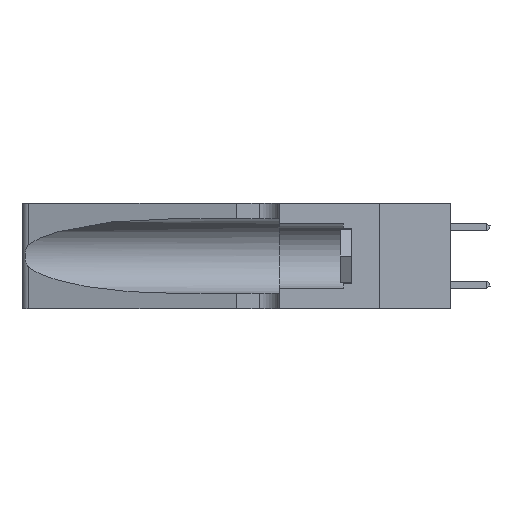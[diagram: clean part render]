
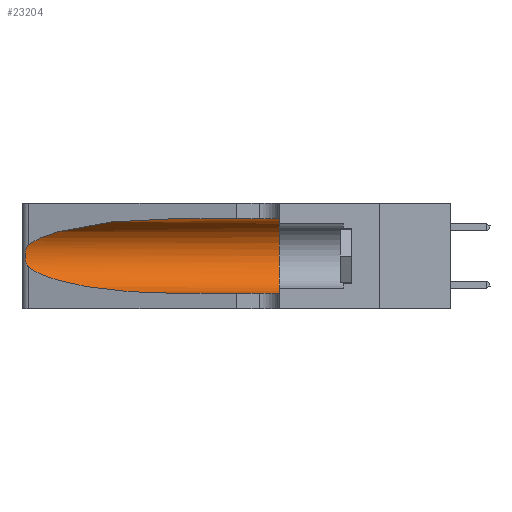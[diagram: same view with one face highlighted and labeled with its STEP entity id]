
A CAD part, left-side view. The second image highlights one B-rep face of the part: STEP entity #23204.
In plain terms, the highlighted cylindrical face has radius 3.308 mm (diameter 6.617 mm), a partial arc.
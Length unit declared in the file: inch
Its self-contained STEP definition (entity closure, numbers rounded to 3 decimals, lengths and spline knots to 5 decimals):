
#109 =( BOUNDED_CURVE ( )  B_SPLINE_CURVE ( 3, ( #13944, #369, #15890, #4354 ),
 .UNSPECIFIED., .F., .F. ) 
 B_SPLINE_CURVE_WITH_KNOTS ( ( 4, 4 ),
 ( 3.44316, 4.71239 ),
 .UNSPECIFIED. ) 
 CURVE ( )  GEOMETRIC_REPRESENTATION_ITEM ( )  RATIONAL_B_SPLINE_CURVE ( ( 1., 0.87, 0.87, 1. ) ) 
 REPRESENTATION_ITEM ( '' )  );
#369 = CARTESIAN_POINT ( 'NONE',  ( 0.2373, 1.15595, 0.08982 ) ) ;
#484 = VERTEX_POINT ( 'NONE', #2381 ) ;
#493 = EDGE_CURVE ( 'NONE', #484, #19588, #1183, .T. ) ;
#538 = FACE_OUTER_BOUND ( 'NONE', #5949, .T. ) ;
#707 = CARTESIAN_POINT ( 'NONE',  ( 0.25487, 1.22718, 0.14631 ) ) ;
#1183 =( BOUNDED_CURVE ( )  B_SPLINE_CURVE ( 3, ( #15972, #2471, #6397, #19776 ),
 .UNSPECIFIED., .F., .F. ) 
 B_SPLINE_CURVE_WITH_KNOTS ( ( 4, 4 ),
 ( 1.5708, 2.84003 ),
 .UNSPECIFIED. ) 
 CURVE ( )  GEOMETRIC_REPRESENTATION_ITEM ( )  RATIONAL_B_SPLINE_CURVE ( ( 1., 0.87, 0.87, 1. ) ) 
 REPRESENTATION_ITEM ( '' )  );
#1279 = VERTEX_POINT ( 'NONE', #14243 ) ;
#1762 = ORIENTED_EDGE ( 'NONE', *, *, #2627, .T. ) ;
#2381 = CARTESIAN_POINT ( 'NONE',  ( 0.1305, 0.72297, 0.31525 ) ) ;
#2471 = CARTESIAN_POINT ( 'NONE',  ( 0.18966, 0.96281, 0.31525 ) ) ;
#2559 = CARTESIAN_POINT ( 'NONE',  ( 0.25639, 1.23184, 0.21858 ) ) ;
#2627 = EDGE_CURVE ( 'NONE', #1279, #23515, #19918, .T. ) ;
#2819 = CIRCLE ( 'NONE', #22807, 0.13025 ) ;
#4354 = CARTESIAN_POINT ( 'NONE',  ( 0.1305, 0.72297, 0.05475 ) ) ;
#4528 = CARTESIAN_POINT ( 'NONE',  ( 0.25854, 1.2359, 0.20912 ) ) ;
#5453 = ORIENTED_EDGE ( 'NONE', *, *, #493, .T. ) ;
#5535 = EDGE_CURVE ( 'NONE', #22547, #1279, #109, .T. ) ;
#5949 = EDGE_LOOP ( 'NONE', ( #5453, #8712, #17446, #1762, #20701, #23858 ) ) ;
#6391 = VECTOR ( 'NONE', #21923, 39.37008 ) ;
#6397 = CARTESIAN_POINT ( 'NONE',  ( 0.2373, 1.15595, 0.28018 ) ) ;
#6487 = CARTESIAN_POINT ( 'NONE',  ( 0.26075, 1.23896, 0.19203 ) ) ;
#8414 = CARTESIAN_POINT ( 'NONE',  ( 0.26017, 1.23833, 0.17102 ) ) ;
#8712 = ORIENTED_EDGE ( 'NONE', *, *, #13061, .T. ) ;
#10345 = CARTESIAN_POINT ( 'NONE',  ( 0.25789, 1.23486, 0.15765 ) ) ;
#10746 = DIRECTION ( 'NONE',  ( 0., -1., 0. ) ) ;
#10870 = CARTESIAN_POINT ( 'NONE',  ( 0.25487, 1.22718, 0.14631 ) ) ;
#11016 = CARTESIAN_POINT ( 'NONE',  ( 0.1305, 0.35, 0.185 ) ) ;
#11838 = CARTESIAN_POINT ( 'NONE',  ( 0.1305, 0.35, 0.05475 ) ) ;
#12263 = CARTESIAN_POINT ( 'NONE',  ( 0.25555, 1.22993, 0.14849 ) ) ;
#12951 = DIRECTION ( 'NONE',  ( 0., 0., 1. ) ) ;
#13061 = EDGE_CURVE ( 'NONE', #19588, #22547, #14006, .T. ) ;
#13944 = CARTESIAN_POINT ( 'NONE',  ( 0.25487, 1.22718, 0.14631 ) ) ;
#14006 = B_SPLINE_CURVE_WITH_KNOTS ( 'NONE', 3,
 ( #23526, #19791, #2559, #16064, #4528, #17978, #6487, #19867, #8414, #21735, #10345, #23602, #12263, #707 ),
 .UNSPECIFIED., .F., .F.,
 ( 4, 2, 2, 2, 2, 2, 4 ),
 ( 0., 0.00027, 0.00053, 0.00107, 0.0016, 0.00187, 0.00214 ),
 .UNSPECIFIED. ) ;
#14243 = CARTESIAN_POINT ( 'NONE',  ( 0.1305, 0.72297, 0.05475 ) ) ;
#14396 = EDGE_CURVE ( 'NONE', #484, #18584, #16615, .T. ) ;
#14795 = CARTESIAN_POINT ( 'NONE',  ( 0.1305, 1.61858, 0.185 ) ) ;
#15890 = CARTESIAN_POINT ( 'NONE',  ( 0.18966, 0.96281, 0.05475 ) ) ;
#15972 = CARTESIAN_POINT ( 'NONE',  ( 0.1305, 0.72297, 0.31525 ) ) ;
#16064 = CARTESIAN_POINT ( 'NONE',  ( 0.25787, 1.23484, 0.2124 ) ) ;
#16615 = LINE ( 'NONE', #20061, #6391 ) ;
#17207 = CARTESIAN_POINT ( 'NONE',  ( 0.1305, 0.35, 0.31525 ) ) ;
#17446 = ORIENTED_EDGE ( 'NONE', *, *, #5535, .T. ) ;
#17978 = CARTESIAN_POINT ( 'NONE',  ( 0.26018, 1.23835, 0.19895 ) ) ;
#18584 = VERTEX_POINT ( 'NONE', #17207 ) ;
#18636 = DIRECTION ( 'NONE',  ( 0., -1., 0. ) ) ;
#19588 = VERTEX_POINT ( 'NONE', #23548 ) ;
#19776 = CARTESIAN_POINT ( 'NONE',  ( 0.25487, 1.22718, 0.22369 ) ) ;
#19791 = CARTESIAN_POINT ( 'NONE',  ( 0.25555, 1.22994, 0.2215 ) ) ;
#19867 = CARTESIAN_POINT ( 'NONE',  ( 0.26075, 1.23896, 0.178 ) ) ;
#19918 = LINE ( 'NONE', #22122, #21666 ) ;
#20061 = CARTESIAN_POINT ( 'NONE',  ( 0.1305, 1.61858, 0.31525 ) ) ;
#20389 = EDGE_CURVE ( 'NONE', #18584, #23515, #2819, .T. ) ;
#20701 = ORIENTED_EDGE ( 'NONE', *, *, #20389, .F. ) ;
#21138 = AXIS2_PLACEMENT_3D ( 'NONE', #14795, #18636, #24193 ) ;
#21666 = VECTOR ( 'NONE', #10746, 39.37008 ) ;
#21735 = CARTESIAN_POINT ( 'NONE',  ( 0.25856, 1.23593, 0.16098 ) ) ;
#21923 = DIRECTION ( 'NONE',  ( 0., -1., 0. ) ) ;
#22122 = CARTESIAN_POINT ( 'NONE',  ( 0.1305, 1.61858, 0.05475 ) ) ;
#22547 = VERTEX_POINT ( 'NONE', #10870 ) ;
#22807 = AXIS2_PLACEMENT_3D ( 'NONE', #11016, #24286, #12951 ) ;
#23204 = ADVANCED_FACE ( 'NONE', ( #538 ), #23982, .F. ) ;
#23515 = VERTEX_POINT ( 'NONE', #11838 ) ;
#23526 = CARTESIAN_POINT ( 'NONE',  ( 0.25487, 1.22718, 0.22369 ) ) ;
#23548 = CARTESIAN_POINT ( 'NONE',  ( 0.25487, 1.22718, 0.22369 ) ) ;
#23602 = CARTESIAN_POINT ( 'NONE',  ( 0.25639, 1.23186, 0.15144 ) ) ;
#23858 = ORIENTED_EDGE ( 'NONE', *, *, #14396, .F. ) ;
#23982 = CYLINDRICAL_SURFACE ( 'NONE', #21138, 0.13025 ) ;
#24193 = DIRECTION ( 'NONE',  ( 0., 0., -1. ) ) ;
#24286 = DIRECTION ( 'NONE',  ( 0., 1., 0. ) ) ;
